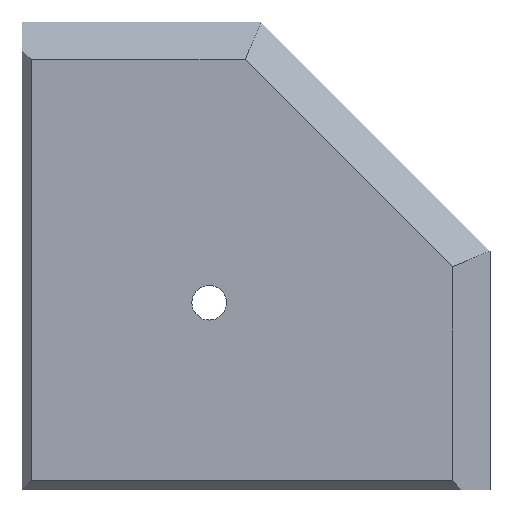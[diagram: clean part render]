
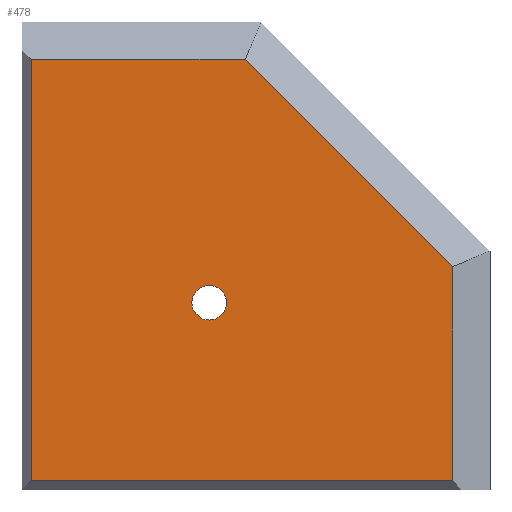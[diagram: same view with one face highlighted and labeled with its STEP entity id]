
A CAD part, top view. The second image highlights one B-rep face of the part: STEP entity #478.
In plain terms, the highlighted planar face has unit normal (0, 0, 1).
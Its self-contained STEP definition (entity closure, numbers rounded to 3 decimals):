
#20=FACE_BOUND('',#96,.T.);
#36=PLANE('',#534);
#61=FACE_OUTER_BOUND('',#95,.T.);
#95=EDGE_LOOP('',(#418,#419,#420,#421,#422));
#96=EDGE_LOOP('',(#423));
#138=LINE('',#781,#186);
#140=LINE('',#786,#188);
#144=LINE('',#792,#192);
#147=LINE('',#799,#195);
#149=LINE('',#802,#197);
#186=VECTOR('',#637,10.);
#188=VECTOR('',#641,10.);
#192=VECTOR('',#647,10.);
#195=VECTOR('',#654,10.);
#197=VECTOR('',#658,10.);
#205=CIRCLE('',#507,1.85);
#221=VERTEX_POINT('',#697);
#249=VERTEX_POINT('',#778);
#250=VERTEX_POINT('',#780);
#251=VERTEX_POINT('',#784);
#252=VERTEX_POINT('',#785);
#255=VERTEX_POINT('',#798);
#264=EDGE_CURVE('',#221,#221,#205,.T.);
#304=EDGE_CURVE('',#249,#250,#138,.T.);
#306=EDGE_CURVE('',#251,#252,#140,.T.);
#310=EDGE_CURVE('',#250,#251,#144,.T.);
#313=EDGE_CURVE('',#252,#255,#147,.T.);
#315=EDGE_CURVE('',#255,#249,#149,.T.);
#418=ORIENTED_EDGE('',*,*,#304,.F.);
#419=ORIENTED_EDGE('',*,*,#315,.F.);
#420=ORIENTED_EDGE('',*,*,#313,.F.);
#421=ORIENTED_EDGE('',*,*,#306,.F.);
#422=ORIENTED_EDGE('',*,*,#310,.F.);
#423=ORIENTED_EDGE('',*,*,#264,.T.);
#478=ADVANCED_FACE('',(#61,#20),#36,.T.);
#507=AXIS2_PLACEMENT_3D('',#699,#561,#562);
#534=AXIS2_PLACEMENT_3D('',#801,#656,#657);
#561=DIRECTION('center_axis',(0.,0.,-1.));
#562=DIRECTION('ref_axis',(-1.,0.,0.));
#637=DIRECTION('',(1.,0.,0.));
#641=DIRECTION('',(0.,-1.,0.));
#647=DIRECTION('',(0.707,-0.707,0.));
#654=DIRECTION('',(-1.,0.,0.));
#656=DIRECTION('center_axis',(0.,0.,1.));
#657=DIRECTION('ref_axis',(-1.,0.,0.));
#658=DIRECTION('',(0.,1.,0.));
#697=CARTESIAN_POINT('',(226.85,20.,9.));
#699=CARTESIAN_POINT('Origin',(225.,20.,9.));
#778=CARTESIAN_POINT('',(206.,46.,9.));
#780=CARTESIAN_POINT('',(228.843,46.,9.));
#781=CARTESIAN_POINT('',(220.,46.,9.));
#784=CARTESIAN_POINT('',(251.,23.843,9.));
#785=CARTESIAN_POINT('',(251.,1.,9.));
#786=CARTESIAN_POINT('',(251.,20.,9.));
#792=CARTESIAN_POINT('',(246.047,28.797,9.));
#798=CARTESIAN_POINT('',(206.,1.,9.));
#799=CARTESIAN_POINT('',(220.,1.,9.));
#801=CARTESIAN_POINT('Origin',(235.,30.,9.));
#802=CARTESIAN_POINT('',(206.,45.,9.));
